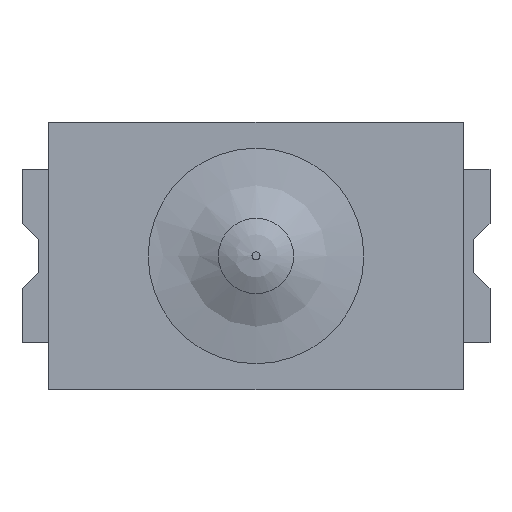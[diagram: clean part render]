
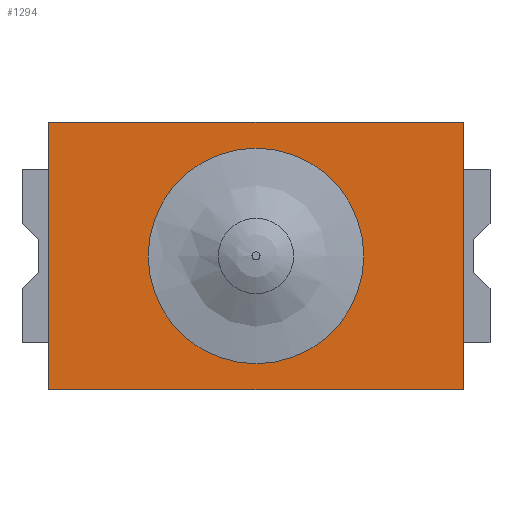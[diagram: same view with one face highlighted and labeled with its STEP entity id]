
A CAD part, top view. The second image highlights one B-rep face of the part: STEP entity #1294.
In plain terms, the highlighted planar face has unit normal (0, 0, 1).
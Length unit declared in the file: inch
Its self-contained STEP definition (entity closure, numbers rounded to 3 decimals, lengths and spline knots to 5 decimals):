
#439=CARTESIAN_POINT('',(-0.06102,0.03937,0.01496));
#440=VERTEX_POINT('',#439);
#447=CARTESIAN_POINT('',(0.06102,0.03937,0.01496));
#448=VERTEX_POINT('',#447);
#449=CARTESIAN_POINT('',(-0.06102,0.03937,0.01496));
#450=DIRECTION('',(1.0,0.0,0.0));
#451=VECTOR('',#450,0.12205);
#452=LINE('',#449,#451);
#453=EDGE_CURVE('',#440,#448,#452,.T.);
#552=CARTESIAN_POINT('',(0.06102,-0.03937,0.01496));
#553=VERTEX_POINT('',#552);
#560=CARTESIAN_POINT('',(-0.06102,-0.03937,0.01496));
#561=VERTEX_POINT('',#560);
#562=CARTESIAN_POINT('',(0.06102,-0.03937,0.01496));
#563=DIRECTION('',(-1.0,0.0,0.0));
#564=VECTOR('',#563,0.12205);
#565=LINE('',#562,#564);
#566=EDGE_CURVE('',#553,#561,#565,.T.);
#1183=CARTESIAN_POINT('',(0.06102,0.03937,0.01496));
#1184=DIRECTION('',(0.0,-1.0,0.0));
#1185=VECTOR('',#1184,0.07874);
#1186=LINE('',#1183,#1185);
#1187=EDGE_CURVE('',#448,#553,#1186,.T.);
#1205=CARTESIAN_POINT('',(-0.06102,-0.03937,0.01496));
#1206=DIRECTION('',(0.0,1.0,0.0));
#1207=VECTOR('',#1206,0.07874);
#1208=LINE('',#1205,#1207);
#1209=EDGE_CURVE('',#561,#440,#1208,.T.);
#1272=CARTESIAN_POINT('',(0.06713,0.04331,0.01496));
#1273=DIRECTION('',(0.0,0.0,1.0));
#1274=DIRECTION('',(1.0,0.0,0.0));
#1275=AXIS2_PLACEMENT_3D('',#1272,#1273,#1274);
#1276=PLANE('',#1275);
#1277=ORIENTED_EDGE('',*,*,#1209,.F.);
#1278=ORIENTED_EDGE('',*,*,#566,.F.);
#1279=ORIENTED_EDGE('',*,*,#1187,.F.);
#1280=ORIENTED_EDGE('',*,*,#453,.F.);
#1281=EDGE_LOOP('',(#1277,#1278,#1279,#1280));
#1282=FACE_OUTER_BOUND('',#1281,.T.);
#1283=CARTESIAN_POINT('',(-0.03175,0.,0.01496));
#1284=VERTEX_POINT('',#1283);
#1285=CARTESIAN_POINT('',(0.0,0.0,0.01496));
#1286=DIRECTION('',(0.0,0.0,1.0));
#1287=DIRECTION('',(1.0,0.0,0.0));
#1288=AXIS2_PLACEMENT_3D('',#1285,#1286,#1287);
#1289=CIRCLE('',#1288,0.03175);
#1290=EDGE_CURVE('',#1284,#1284,#1289,.T.);
#1291=ORIENTED_EDGE('',*,*,#1290,.F.);
#1292=EDGE_LOOP('',(#1291));
#1293=FACE_BOUND('',#1292,.T.);
#1294=ADVANCED_FACE('',(#1282,#1293),#1276,.T.);
